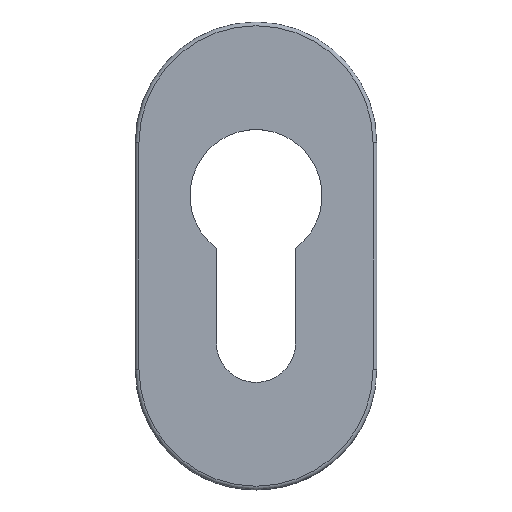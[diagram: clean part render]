
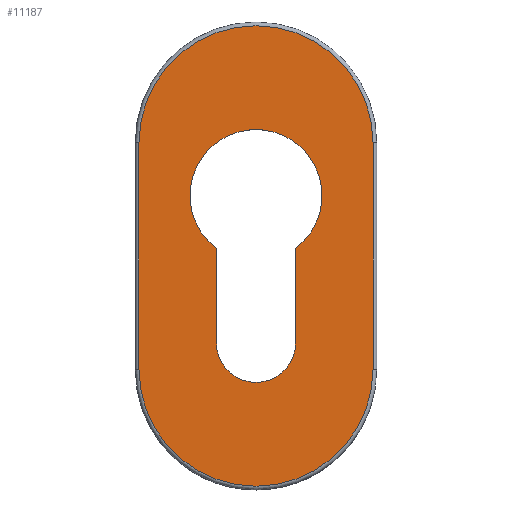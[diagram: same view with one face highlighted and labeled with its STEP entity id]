
A CAD part, top view. The second image highlights one B-rep face of the part: STEP entity #11187.
In plain terms, the highlighted planar face has unit normal (0, 0, 1).
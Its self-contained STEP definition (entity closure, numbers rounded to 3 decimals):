
#26 = EDGE_CURVE ( 'NONE', #4714, #836, #10477, .T. ) ;
#90 = EDGE_CURVE ( 'NONE', #2665, #1450, #10206, .T. ) ;
#100 = CARTESIAN_POINT ( 'NONE',  ( 5.25, 1., 0. ) ) ;
#197 = AXIS2_PLACEMENT_3D ( 'NONE', #6809, #1610, #10258 ) ;
#211 = EDGE_LOOP ( 'NONE', ( #10779, #11005, #9511, #10869 ) ) ;
#451 = EDGE_CURVE ( 'NONE', #4218, #2665, #9395, .T. ) ;
#805 = LINE ( 'NONE', #4403, #9466 ) ;
#836 = VERTEX_POINT ( 'NONE', #8372 ) ;
#1010 = DIRECTION ( 'NONE',  ( 0., 0., 1. ) ) ;
#1098 = VECTOR ( 'NONE', #5476, 1000. ) ;
#1443 = VERTEX_POINT ( 'NONE', #10942 ) ;
#1450 = VERTEX_POINT ( 'NONE', #11080 ) ;
#1467 = ORIENTED_EDGE ( 'NONE', *, *, #451, .F. ) ;
#1513 = DIRECTION ( 'NONE',  ( 1., 0., 0. ) ) ;
#1610 = DIRECTION ( 'NONE',  ( 0., 0., 1. ) ) ;
#1866 = CARTESIAN_POINT ( 'NONE',  ( 0., -15., 0. ) ) ;
#1944 = VECTOR ( 'NONE', #5452, 1000. ) ;
#2072 = ORIENTED_EDGE ( 'NONE', *, *, #90, .F. ) ;
#2638 = DIRECTION ( 'NONE',  ( 1., 0., 0. ) ) ;
#2654 = CIRCLE ( 'NONE', #3894, 15.5 ) ;
#2665 = VERTEX_POINT ( 'NONE', #9436 ) ;
#2904 = VERTEX_POINT ( 'NONE', #9659 ) ;
#3113 = PLANE ( 'NONE',  #5037 ) ;
#3294 = CARTESIAN_POINT ( 'NONE',  ( -5.25, 1., 0. ) ) ;
#3385 = VERTEX_POINT ( 'NONE', #3294 ) ;
#3592 = DIRECTION ( 'NONE',  ( 0., 1., 0. ) ) ;
#3672 = DIRECTION ( 'NONE',  ( 1., 0., 0. ) ) ;
#3746 = EDGE_CURVE ( 'NONE', #836, #2904, #805, .T. ) ;
#3894 = AXIS2_PLACEMENT_3D ( 'NONE', #10527, #6261, #2638 ) ;
#3996 = FACE_BOUND ( 'NONE', #9562, .T. ) ;
#4218 = VERTEX_POINT ( 'NONE', #8693 ) ;
#4403 = CARTESIAN_POINT ( 'NONE',  ( 15.5, 15., 0. ) ) ;
#4714 = VERTEX_POINT ( 'NONE', #8826 ) ;
#4803 = DIRECTION ( 'NONE',  ( 0., 1., 0. ) ) ;
#5037 = AXIS2_PLACEMENT_3D ( 'NONE', #9258, #9415, #1513 ) ;
#5362 = CARTESIAN_POINT ( 'NONE',  ( 0., 8., 0. ) ) ;
#5452 = DIRECTION ( 'NONE',  ( 0., -1., 0. ) ) ;
#5476 = DIRECTION ( 'NONE',  ( 0., -1., 0. ) ) ;
#5649 = EDGE_CURVE ( 'NONE', #2904, #1443, #2654, .T. ) ;
#5832 = CIRCLE ( 'NONE', #7863, 8.75 ) ;
#6222 = DIRECTION ( 'NONE',  ( 1., 0., 0. ) ) ;
#6261 = DIRECTION ( 'NONE',  ( 0., 0., 1. ) ) ;
#6755 = AXIS2_PLACEMENT_3D ( 'NONE', #1866, #8843, #3672 ) ;
#6777 = ORIENTED_EDGE ( 'NONE', *, *, #8308, .F. ) ;
#6809 = CARTESIAN_POINT ( 'NONE',  ( 0., -11.5, 0. ) ) ;
#6980 = ORIENTED_EDGE ( 'NONE', *, *, #7232, .F. ) ;
#7232 = EDGE_CURVE ( 'NONE', #1450, #3385, #5832, .T. ) ;
#7292 = CARTESIAN_POINT ( 'NONE',  ( -15.5, 15., 0. ) ) ;
#7863 = AXIS2_PLACEMENT_3D ( 'NONE', #5362, #1010, #6222 ) ;
#8103 = FACE_OUTER_BOUND ( 'NONE', #211, .T. ) ;
#8281 = VECTOR ( 'NONE', #4803, 1000. ) ;
#8308 = EDGE_CURVE ( 'NONE', #3385, #4218, #8821, .T. ) ;
#8372 = CARTESIAN_POINT ( 'NONE',  ( 15.5, -15., 0. ) ) ;
#8693 = CARTESIAN_POINT ( 'NONE',  ( -5.25, -11.5, 0. ) ) ;
#8821 = LINE ( 'NONE', #9778, #1944 ) ;
#8826 = CARTESIAN_POINT ( 'NONE',  ( -15.5, -15., 0. ) ) ;
#8843 = DIRECTION ( 'NONE',  ( 0., 0., 1. ) ) ;
#8965 = EDGE_CURVE ( 'NONE', #1443, #4714, #10433, .T. ) ;
#9258 = CARTESIAN_POINT ( 'NONE',  ( 0., 15., 0. ) ) ;
#9395 = CIRCLE ( 'NONE', #197, 5.25 ) ;
#9415 = DIRECTION ( 'NONE',  ( 0., 0., 1. ) ) ;
#9436 = CARTESIAN_POINT ( 'NONE',  ( 5.25, -11.5, 0. ) ) ;
#9466 = VECTOR ( 'NONE', #3592, 1000. ) ;
#9511 = ORIENTED_EDGE ( 'NONE', *, *, #5649, .T. ) ;
#9562 = EDGE_LOOP ( 'NONE', ( #1467, #6777, #6980, #2072 ) ) ;
#9659 = CARTESIAN_POINT ( 'NONE',  ( 15.5, 15., 0. ) ) ;
#9778 = CARTESIAN_POINT ( 'NONE',  ( -5.25, -11.5, 0. ) ) ;
#10206 = LINE ( 'NONE', #100, #8281 ) ;
#10258 = DIRECTION ( 'NONE',  ( 1., 0., 0. ) ) ;
#10433 = LINE ( 'NONE', #7292, #1098 ) ;
#10477 = CIRCLE ( 'NONE', #6755, 15.5 ) ;
#10527 = CARTESIAN_POINT ( 'NONE',  ( 0., 15., 0. ) ) ;
#10779 = ORIENTED_EDGE ( 'NONE', *, *, #26, .T. ) ;
#10869 = ORIENTED_EDGE ( 'NONE', *, *, #8965, .T. ) ;
#10942 = CARTESIAN_POINT ( 'NONE',  ( -15.5, 15., 0. ) ) ;
#11005 = ORIENTED_EDGE ( 'NONE', *, *, #3746, .T. ) ;
#11080 = CARTESIAN_POINT ( 'NONE',  ( 5.25, 1., 0. ) ) ;
#11187 = ADVANCED_FACE ( 'NONE', ( #3996, #8103 ), #3113, .T. ) ;
